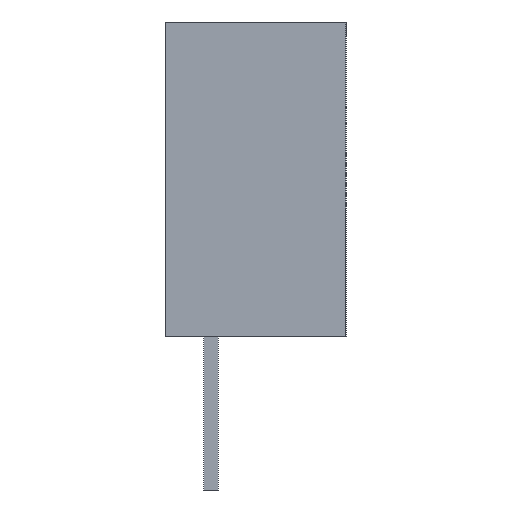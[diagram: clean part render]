
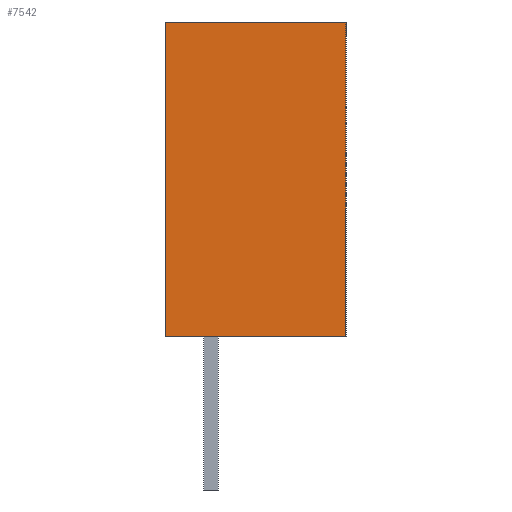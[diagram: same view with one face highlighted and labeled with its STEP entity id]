
A CAD part, left-side view. The second image highlights one B-rep face of the part: STEP entity #7542.
In plain terms, the highlighted planar face has unit normal (-1, 0, 0).
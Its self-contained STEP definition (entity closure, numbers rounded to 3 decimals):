
#1342 = VERTEX_POINT('',#1343);
#1343 = CARTESIAN_POINT('',(-42.164,8.89,2.54));
#1349 = EDGE_CURVE('',#1342,#1350,#1352,.T.);
#1350 = VERTEX_POINT('',#1351);
#1351 = CARTESIAN_POINT('',(-42.164,0.,2.54));
#1352 = LINE('',#1353,#1354);
#1353 = CARTESIAN_POINT('',(-42.164,8.89,2.54));
#1354 = VECTOR('',#1355,1.);
#1355 = DIRECTION('',(0.,-1.,0.));
#1390 = VERTEX_POINT('',#1391);
#1391 = CARTESIAN_POINT('',(-42.164,0.,-2.54));
#1397 = EDGE_CURVE('',#1398,#1390,#1400,.T.);
#1398 = VERTEX_POINT('',#1399);
#1399 = CARTESIAN_POINT('',(-42.164,8.89,-2.54));
#1400 = LINE('',#1401,#1402);
#1401 = CARTESIAN_POINT('',(-42.164,8.89,-2.54));
#1402 = VECTOR('',#1403,1.);
#1403 = DIRECTION('',(0.,-1.,0.));
#1514 = EDGE_CURVE('',#1390,#1350,#1515,.T.);
#1515 = LINE('',#1516,#1517);
#1516 = CARTESIAN_POINT('',(-42.164,0.,-2.54));
#1517 = VECTOR('',#1518,1.);
#1518 = DIRECTION('',(0.,0.,1.));
#6386 = EDGE_CURVE('',#1398,#1342,#6387,.T.);
#6387 = LINE('',#6388,#6389);
#6388 = CARTESIAN_POINT('',(-42.164,8.89,-2.54));
#6389 = VECTOR('',#6390,1.);
#6390 = DIRECTION('',(0.,0.,1.));
#7542 = ADVANCED_FACE('',(#7543),#7549,.F.);
#7543 = FACE_BOUND('',#7544,.T.);
#7544 = EDGE_LOOP('',(#7545,#7546,#7547,#7548));
#7545 = ORIENTED_EDGE('',*,*,#1514,.T.);
#7546 = ORIENTED_EDGE('',*,*,#1349,.F.);
#7547 = ORIENTED_EDGE('',*,*,#6386,.F.);
#7548 = ORIENTED_EDGE('',*,*,#1397,.T.);
#7549 = PLANE('',#7550);
#7550 = AXIS2_PLACEMENT_3D('',#7551,#7552,#7553);
#7551 = CARTESIAN_POINT('',(-42.164,8.89,-2.54));
#7552 = DIRECTION('',(1.,0.,0.));
#7553 = DIRECTION('',(0.,0.,-1.));
